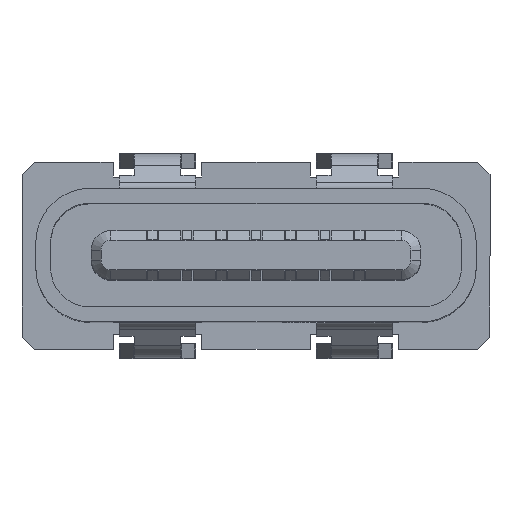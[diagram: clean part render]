
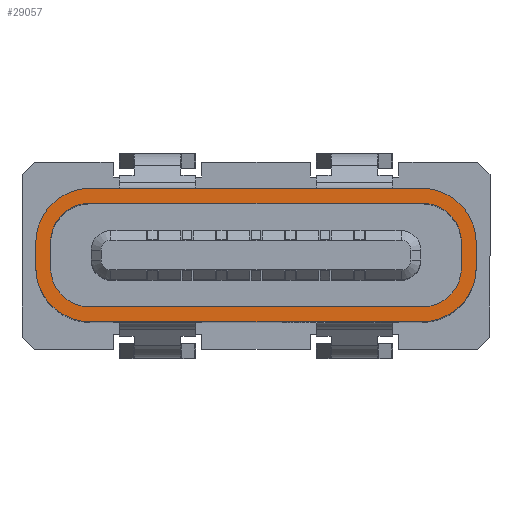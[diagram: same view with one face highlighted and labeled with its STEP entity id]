
A CAD part, top view. The second image highlights one B-rep face of the part: STEP entity #29057.
In plain terms, the highlighted planar face has unit normal (0, 0, 1).
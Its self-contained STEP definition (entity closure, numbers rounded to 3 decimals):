
#74 = VERTEX_POINT ( 'NONE', #11146 ) ;
#509 = EDGE_CURVE ( 'NONE', #22133, #22220, #6626, .T. ) ;
#591 = VECTOR ( 'NONE', #25375, 1000. ) ;
#964 = AXIS2_PLACEMENT_3D ( 'NONE', #30429, #18657, #30330 ) ;
#1151 = AXIS2_PLACEMENT_3D ( 'NONE', #2458, #4908, #28119 ) ;
#1153 = VECTOR ( 'NONE', #13191, 1000. ) ;
#1312 = ORIENTED_EDGE ( 'NONE', *, *, #23870, .F. ) ;
#1419 = CARTESIAN_POINT ( 'NONE',  ( 3.37, -1.354, 10. ) ) ;
#1548 = CIRCLE ( 'NONE', #1151, 0.8 ) ;
#1683 = CARTESIAN_POINT ( 'NONE',  ( 4.47, -0.254, 10. ) ) ;
#1873 = ORIENTED_EDGE ( 'NONE', *, *, #14461, .F. ) ;
#1907 = CARTESIAN_POINT ( 'NONE',  ( -3.37, -1.054, 10. ) ) ;
#1923 = FACE_OUTER_BOUND ( 'NONE', #2246, .T. ) ;
#1933 = CARTESIAN_POINT ( 'NONE',  ( -3.37, -0.254, 10. ) ) ;
#2045 = CARTESIAN_POINT ( 'NONE',  ( -4.47, -0.254, 10. ) ) ;
#2054 = VECTOR ( 'NONE', #13399, 1000. ) ;
#2246 = EDGE_LOOP ( 'NONE', ( #1312, #22834, #16278, #13046, #6869, #23101, #25284, #9667 ) ) ;
#2308 = VERTEX_POINT ( 'NONE', #22871 ) ;
#2458 = CARTESIAN_POINT ( 'NONE',  ( -3.37, 0.254, 10. ) ) ;
#2461 = EDGE_LOOP ( 'NONE', ( #3431, #2484, #29314, #26288, #1873, #26423, #24867, #18246 ) ) ;
#2481 = CARTESIAN_POINT ( 'NONE',  ( 3.37, -1.054, 10. ) ) ;
#2484 = ORIENTED_EDGE ( 'NONE', *, *, #9956, .F. ) ;
#2511 = CIRCLE ( 'NONE', #17406, 0.8 ) ;
#2999 = EDGE_CURVE ( 'NONE', #16508, #22220, #8137, .T. ) ;
#3333 = DIRECTION ( 'NONE',  ( 1., 0., 0. ) ) ;
#3404 = VECTOR ( 'NONE', #26009, 1000. ) ;
#3431 = ORIENTED_EDGE ( 'NONE', *, *, #8730, .F. ) ;
#3508 = CARTESIAN_POINT ( 'NONE',  ( -4.17, 0.254, 10. ) ) ;
#4070 = AXIS2_PLACEMENT_3D ( 'NONE', #28818, #8174, #3333 ) ;
#4293 = DIRECTION ( 'NONE',  ( 1., 0., 0. ) ) ;
#4626 = EDGE_CURVE ( 'NONE', #15020, #9969, #27431, .T. ) ;
#4908 = DIRECTION ( 'NONE',  ( 0., 0., 1. ) ) ;
#4954 = VERTEX_POINT ( 'NONE', #3508 ) ;
#5256 = CARTESIAN_POINT ( 'NONE',  ( -3.37, -0.254, 10. ) ) ;
#5307 = DIRECTION ( 'NONE',  ( 1., 0., 0. ) ) ;
#5415 = DIRECTION ( 'NONE',  ( 0., 0., 1. ) ) ;
#6199 = DIRECTION ( 'NONE',  ( 0., 0., -1. ) ) ;
#6626 = LINE ( 'NONE', #12754, #19544 ) ;
#6869 = ORIENTED_EDGE ( 'NONE', *, *, #4626, .T. ) ;
#7100 = AXIS2_PLACEMENT_3D ( 'NONE', #5256, #14655, #21766 ) ;
#7283 = EDGE_CURVE ( 'NONE', #23994, #74, #24902, .T. ) ;
#8091 = CARTESIAN_POINT ( 'NONE',  ( -4.47, 0.254, 10. ) ) ;
#8137 = CIRCLE ( 'NONE', #4070, 1.1 ) ;
#8174 = DIRECTION ( 'NONE',  ( 0., 0., 1. ) ) ;
#8730 = EDGE_CURVE ( 'NONE', #12844, #2308, #12167, .T. ) ;
#8827 = AXIS2_PLACEMENT_3D ( 'NONE', #29658, #27521, #20338 ) ;
#9667 = ORIENTED_EDGE ( 'NONE', *, *, #509, .F. ) ;
#9836 = CARTESIAN_POINT ( 'NONE',  ( -4.47, 0., 10. ) ) ;
#9956 = EDGE_CURVE ( 'NONE', #27632, #12844, #24420, .T. ) ;
#9969 = VERTEX_POINT ( 'NONE', #15562 ) ;
#10002 = EDGE_CURVE ( 'NONE', #4954, #17256, #29247, .T. ) ;
#11146 = CARTESIAN_POINT ( 'NONE',  ( 3.37, 1.354, 10. ) ) ;
#11388 = DIRECTION ( 'NONE',  ( 0., 0., 1. ) ) ;
#12012 = LINE ( 'NONE', #25463, #24580 ) ;
#12167 = CIRCLE ( 'NONE', #16408, 0.8 ) ;
#12178 = CARTESIAN_POINT ( 'NONE',  ( -3.37, 1.054, 10. ) ) ;
#12617 = VECTOR ( 'NONE', #26954, 1000. ) ;
#12656 = CARTESIAN_POINT ( 'NONE',  ( 0., 1.054, 10. ) ) ;
#12754 = CARTESIAN_POINT ( 'NONE',  ( 4.47, 0., 10. ) ) ;
#12844 = VERTEX_POINT ( 'NONE', #2481 ) ;
#12870 = VERTEX_POINT ( 'NONE', #16353 ) ;
#13046 = ORIENTED_EDGE ( 'NONE', *, *, #21940, .T. ) ;
#13191 = DIRECTION ( 'NONE',  ( 1., 0., 0. ) ) ;
#13399 = DIRECTION ( 'NONE',  ( 1., 0., 0. ) ) ;
#13572 = CIRCLE ( 'NONE', #8827, 0.8 ) ;
#14252 = CARTESIAN_POINT ( 'NONE',  ( -4.17, -0.254, 10. ) ) ;
#14461 = EDGE_CURVE ( 'NONE', #21480, #4954, #1548, .T. ) ;
#14655 = DIRECTION ( 'NONE',  ( 0., 0., 1. ) ) ;
#14948 = EDGE_CURVE ( 'NONE', #23994, #21169, #21694, .T. ) ;
#15020 = VERTEX_POINT ( 'NONE', #2045 ) ;
#15040 = EDGE_CURVE ( 'NONE', #17256, #27632, #2511, .T. ) ;
#15130 = DIRECTION ( 'NONE',  ( 0., -1., 0. ) ) ;
#15299 = CIRCLE ( 'NONE', #22737, 1.1 ) ;
#15511 = EDGE_CURVE ( 'NONE', #12870, #2308, #24224, .T. ) ;
#15541 = EDGE_CURVE ( 'NONE', #9969, #16508, #12012, .T. ) ;
#15562 = CARTESIAN_POINT ( 'NONE',  ( -3.37, -1.354, 10. ) ) ;
#16278 = ORIENTED_EDGE ( 'NONE', *, *, #14948, .T. ) ;
#16353 = CARTESIAN_POINT ( 'NONE',  ( 4.17, 0.254, 10. ) ) ;
#16408 = AXIS2_PLACEMENT_3D ( 'NONE', #22011, #19454, #24492 ) ;
#16418 = EDGE_CURVE ( 'NONE', #21480, #17293, #28105, .T. ) ;
#16508 = VERTEX_POINT ( 'NONE', #1419 ) ;
#17256 = VERTEX_POINT ( 'NONE', #14252 ) ;
#17293 = VERTEX_POINT ( 'NONE', #28771 ) ;
#17406 = AXIS2_PLACEMENT_3D ( 'NONE', #1933, #11388, #4293 ) ;
#18050 = CARTESIAN_POINT ( 'NONE',  ( -4.17, 0., 10. ) ) ;
#18058 = AXIS2_PLACEMENT_3D ( 'NONE', #22121, #5415, #5307 ) ;
#18108 = CARTESIAN_POINT ( 'NONE',  ( 4.17, 0., 10. ) ) ;
#18208 = LINE ( 'NONE', #9836, #3404 ) ;
#18246 = ORIENTED_EDGE ( 'NONE', *, *, #15511, .T. ) ;
#18657 = DIRECTION ( 'NONE',  ( 0., 0., 1. ) ) ;
#19454 = DIRECTION ( 'NONE',  ( 0., 0., 1. ) ) ;
#19544 = VECTOR ( 'NONE', #15130, 1000. ) ;
#19838 = CARTESIAN_POINT ( 'NONE',  ( 4.47, 0.254, 10. ) ) ;
#20338 = DIRECTION ( 'NONE',  ( 1., 0., 0. ) ) ;
#20408 = CARTESIAN_POINT ( 'NONE',  ( 0., -1.054, 10. ) ) ;
#21169 = VERTEX_POINT ( 'NONE', #8091 ) ;
#21480 = VERTEX_POINT ( 'NONE', #12178 ) ;
#21694 = CIRCLE ( 'NONE', #964, 1.1 ) ;
#21766 = DIRECTION ( 'NONE',  ( 1., 0., 0. ) ) ;
#21940 = EDGE_CURVE ( 'NONE', #21169, #15020, #18208, .T. ) ;
#22011 = CARTESIAN_POINT ( 'NONE',  ( 3.37, -0.254, 10. ) ) ;
#22121 = CARTESIAN_POINT ( 'NONE',  ( 0., 0., 10. ) ) ;
#22133 = VERTEX_POINT ( 'NONE', #19838 ) ;
#22220 = VERTEX_POINT ( 'NONE', #1683 ) ;
#22737 = AXIS2_PLACEMENT_3D ( 'NONE', #29757, #6199, #24960 ) ;
#22834 = ORIENTED_EDGE ( 'NONE', *, *, #7283, .F. ) ;
#22871 = CARTESIAN_POINT ( 'NONE',  ( 4.17, -0.254, 10. ) ) ;
#22991 = CARTESIAN_POINT ( 'NONE',  ( 0., 1.354, 10. ) ) ;
#23101 = ORIENTED_EDGE ( 'NONE', *, *, #15541, .T. ) ;
#23870 = EDGE_CURVE ( 'NONE', #74, #22133, #15299, .T. ) ;
#23994 = VERTEX_POINT ( 'NONE', #25352 ) ;
#24224 = LINE ( 'NONE', #18108, #591 ) ;
#24402 = PLANE ( 'NONE',  #18058 ) ;
#24420 = LINE ( 'NONE', #20408, #1153 ) ;
#24492 = DIRECTION ( 'NONE',  ( 1., 0., 0. ) ) ;
#24580 = VECTOR ( 'NONE', #25668, 1000. ) ;
#24867 = ORIENTED_EDGE ( 'NONE', *, *, #25717, .T. ) ;
#24902 = LINE ( 'NONE', #22991, #2054 ) ;
#24960 = DIRECTION ( 'NONE',  ( 1., 0., 0. ) ) ;
#25132 = VECTOR ( 'NONE', #29930, 1000. ) ;
#25284 = ORIENTED_EDGE ( 'NONE', *, *, #2999, .T. ) ;
#25352 = CARTESIAN_POINT ( 'NONE',  ( -3.37, 1.354, 10. ) ) ;
#25375 = DIRECTION ( 'NONE',  ( 0., -1., 0. ) ) ;
#25463 = CARTESIAN_POINT ( 'NONE',  ( 0., -1.354, 10. ) ) ;
#25668 = DIRECTION ( 'NONE',  ( 1., 0., 0. ) ) ;
#25717 = EDGE_CURVE ( 'NONE', #17293, #12870, #13572, .T. ) ;
#26009 = DIRECTION ( 'NONE',  ( 0., -1., 0. ) ) ;
#26288 = ORIENTED_EDGE ( 'NONE', *, *, #10002, .F. ) ;
#26423 = ORIENTED_EDGE ( 'NONE', *, *, #16418, .T. ) ;
#26954 = DIRECTION ( 'NONE',  ( 1., 0., 0. ) ) ;
#27431 = CIRCLE ( 'NONE', #7100, 1.1 ) ;
#27521 = DIRECTION ( 'NONE',  ( 0., 0., -1. ) ) ;
#27632 = VERTEX_POINT ( 'NONE', #1907 ) ;
#28105 = LINE ( 'NONE', #12656, #12617 ) ;
#28119 = DIRECTION ( 'NONE',  ( 1., 0., 0. ) ) ;
#28771 = CARTESIAN_POINT ( 'NONE',  ( 3.37, 1.054, 10. ) ) ;
#28818 = CARTESIAN_POINT ( 'NONE',  ( 3.37, -0.254, 10. ) ) ;
#28847 = FACE_BOUND ( 'NONE', #2461, .T. ) ;
#29057 = ADVANCED_FACE ( 'NONE', ( #1923, #28847 ), #24402, .T. ) ;
#29247 = LINE ( 'NONE', #18050, #25132 ) ;
#29314 = ORIENTED_EDGE ( 'NONE', *, *, #15040, .F. ) ;
#29658 = CARTESIAN_POINT ( 'NONE',  ( 3.37, 0.254, 10. ) ) ;
#29757 = CARTESIAN_POINT ( 'NONE',  ( 3.37, 0.254, 10. ) ) ;
#29930 = DIRECTION ( 'NONE',  ( 0., -1., 0. ) ) ;
#30330 = DIRECTION ( 'NONE',  ( 1., 0., 0. ) ) ;
#30429 = CARTESIAN_POINT ( 'NONE',  ( -3.37, 0.254, 10. ) ) ;
